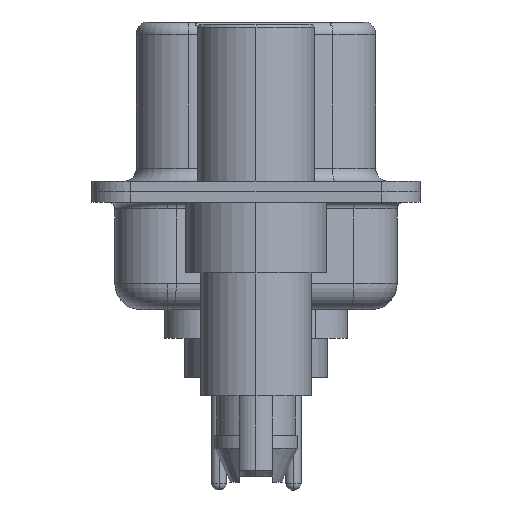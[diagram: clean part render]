
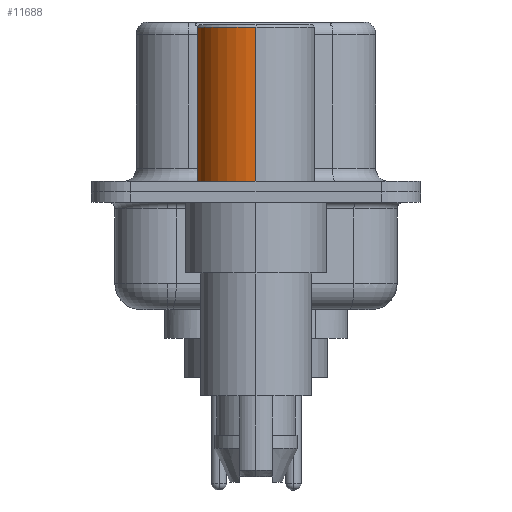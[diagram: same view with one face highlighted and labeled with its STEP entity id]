
A CAD part, left-side view. The second image highlights one B-rep face of the part: STEP entity #11688.
In plain terms, the highlighted cylindrical face has radius 2.25 mm (diameter 4.5 mm), a partial arc.
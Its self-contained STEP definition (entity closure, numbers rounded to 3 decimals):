
#82 = VERTEX_POINT ( 'NONE', #12067 ) ;
#129 = EDGE_CURVE ( 'NONE', #82, #888, #14599, .T. ) ;
#192 = ORIENTED_EDGE ( 'NONE', *, *, #10659, .F. ) ;
#769 = CARTESIAN_POINT ( 'NONE',  ( 0., 0., 0.4 ) ) ;
#888 = VERTEX_POINT ( 'NONE', #3830 ) ;
#2054 = CIRCLE ( 'NONE', #4992, 2.25 ) ;
#2183 = LINE ( 'NONE', #18546, #9737 ) ;
#2202 = EDGE_CURVE ( 'NONE', #12135, #82, #10544, .T. ) ;
#2483 = DIRECTION ( 'NONE',  ( 1., 0., 0. ) ) ;
#3272 = EDGE_LOOP ( 'NONE', ( #16364, #12830, #192, #18253 ) ) ;
#3830 = CARTESIAN_POINT ( 'NONE',  ( -2.25, 0., 6.3 ) ) ;
#3991 = CARTESIAN_POINT ( 'NONE',  ( 2.25, 0., 6.3 ) ) ;
#4992 = AXIS2_PLACEMENT_3D ( 'NONE', #16450, #7444, #17934 ) ;
#5929 = CARTESIAN_POINT ( 'NONE',  ( 0., 0., 0.581 ) ) ;
#6062 = FACE_OUTER_BOUND ( 'NONE', #3272, .T. ) ;
#7444 = DIRECTION ( 'NONE',  ( 0., 0., 1. ) ) ;
#8014 = DIRECTION ( 'NONE',  ( 0., 0., 1. ) ) ;
#8724 = CARTESIAN_POINT ( 'NONE',  ( 2.25, 0., 0.4 ) ) ;
#9737 = VECTOR ( 'NONE', #8014, 1000. ) ;
#9973 = VERTEX_POINT ( 'NONE', #3991 ) ;
#10544 = CIRCLE ( 'NONE', #18399, 2.25 ) ;
#10659 = EDGE_CURVE ( 'NONE', #9973, #888, #2054, .T. ) ;
#11688 = ADVANCED_FACE ( 'NONE', ( #6062 ), #17126, .T. ) ;
#12067 = CARTESIAN_POINT ( 'NONE',  ( -2.25, 0., 0.4 ) ) ;
#12135 = VERTEX_POINT ( 'NONE', #8724 ) ;
#12488 = AXIS2_PLACEMENT_3D ( 'NONE', #5929, #14972, #13466 ) ;
#12830 = ORIENTED_EDGE ( 'NONE', *, *, #129, .T. ) ;
#13466 = DIRECTION ( 'NONE',  ( 1., 0., 0. ) ) ;
#13932 = EDGE_CURVE ( 'NONE', #12135, #9973, #2183, .T. ) ;
#14599 = LINE ( 'NONE', #17833, #18139 ) ;
#14972 = DIRECTION ( 'NONE',  ( 0., 0., 1. ) ) ;
#16364 = ORIENTED_EDGE ( 'NONE', *, *, #2202, .T. ) ;
#16393 = DIRECTION ( 'NONE',  ( 0., 0., 1. ) ) ;
#16450 = CARTESIAN_POINT ( 'NONE',  ( 0., 0., 6.3 ) ) ;
#17126 = CYLINDRICAL_SURFACE ( 'NONE', #12488, 2.25 ) ;
#17833 = CARTESIAN_POINT ( 'NONE',  ( -2.25, 0., 0.581 ) ) ;
#17934 = DIRECTION ( 'NONE',  ( 1., 0., 0. ) ) ;
#18139 = VECTOR ( 'NONE', #16393, 1000. ) ;
#18253 = ORIENTED_EDGE ( 'NONE', *, *, #13932, .F. ) ;
#18399 = AXIS2_PLACEMENT_3D ( 'NONE', #769, #18821, #2483 ) ;
#18546 = CARTESIAN_POINT ( 'NONE',  ( 2.25, 0., 0.581 ) ) ;
#18821 = DIRECTION ( 'NONE',  ( 0., 0., 1. ) ) ;
